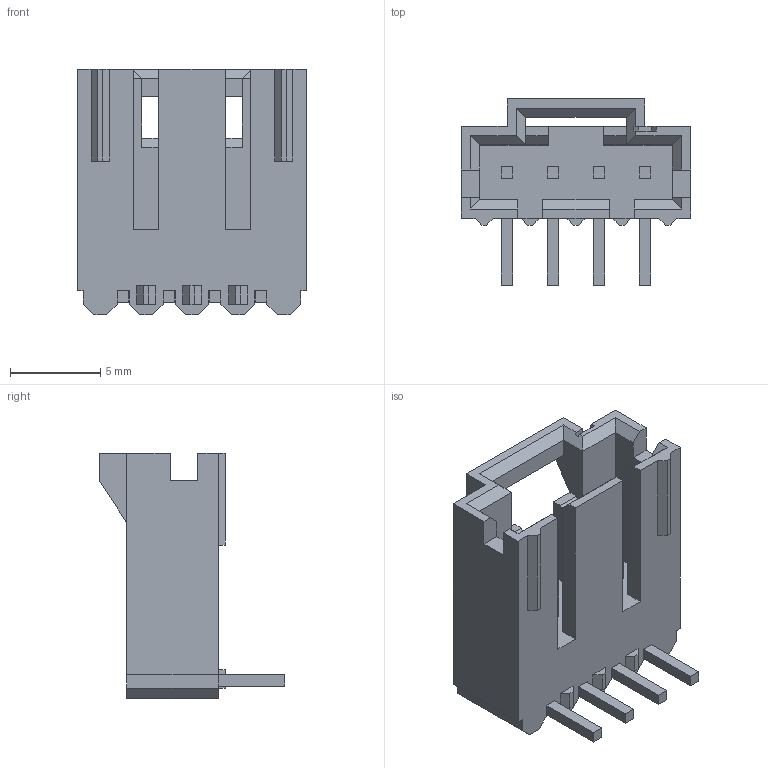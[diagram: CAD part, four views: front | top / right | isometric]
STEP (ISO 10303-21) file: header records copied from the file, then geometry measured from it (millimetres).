
FILE_DESCRIPTION(('STEP AP214'),'1');
FILE_NAME('54m3238_5-103634-3.stp','2017-05-21T18:30:51',('TraceParts'),('TraceParts S.A.'),'Spatial InterOp 3D',' ',' ');
FILE_SCHEMA(('automotive_design'));
Length unit declared in the file: millimetre
Products named in the file (1): 54m3238_5-103634-3
Bounding box: 12.7 x 10.29 x 13.59 mm (x, y, z)
Volume: 524.6 mm3; surface area: 964.9 mm2
Topology: 1 solids, 1 shells, 157 faces, 429 edges, 279 vertices
Faces by surface type: plane 153, cylinder 4
Entity records: 4862 total; most frequent: CARTESIAN_POINT 866, ORIENTED_EDGE 858, DIRECTION 753, EDGE_CURVE 429, LINE 421, VECTOR 421, VERTEX_POINT 279, AXIS2_PLACEMENT_3D 166
